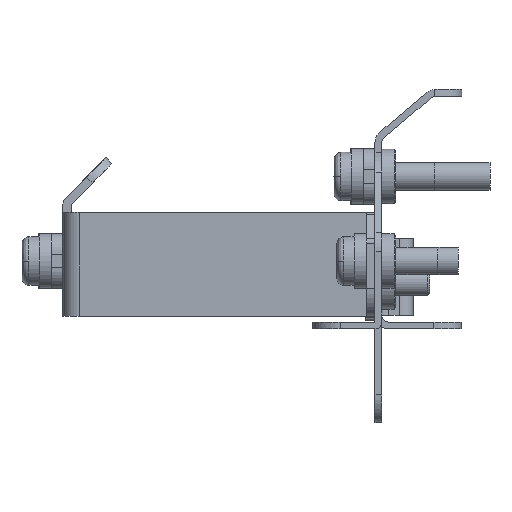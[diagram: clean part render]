
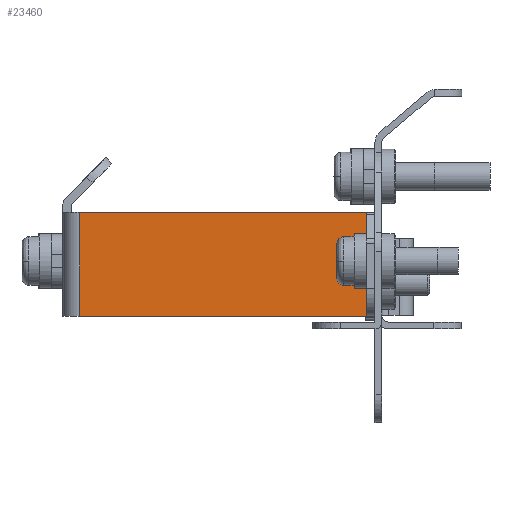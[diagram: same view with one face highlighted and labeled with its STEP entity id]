
A CAD part, left-side view. The second image highlights one B-rep face of the part: STEP entity #23460.
In plain terms, the highlighted planar face has unit normal (-1, 0, 0).
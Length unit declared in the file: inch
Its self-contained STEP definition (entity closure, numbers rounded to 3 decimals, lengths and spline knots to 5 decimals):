
#542 = LINE ( 'NONE', #6783, #19310 ) ;
#550 = VECTOR ( 'NONE', #20612, 39.37008 ) ;
#891 = CARTESIAN_POINT ( 'NONE',  ( -3.40329, 0.2019, 0.14961 ) ) ;
#1456 = FACE_OUTER_BOUND ( 'NONE', #31367, .T. ) ;
#3109 = DIRECTION ( 'NONE',  ( 0., 0., 1. ) ) ;
#4047 = VERTEX_POINT ( 'NONE', #8149 ) ;
#4541 = VERTEX_POINT ( 'NONE', #23939 ) ;
#4719 = PLANE ( 'NONE',  #24283 ) ;
#5095 = ORIENTED_EDGE ( 'NONE', *, *, #12717, .T. ) ;
#5913 = CARTESIAN_POINT ( 'NONE',  ( -3.40329, 1.88193, 0.14961 ) ) ;
#6358 = ORIENTED_EDGE ( 'NONE', *, *, #16802, .F. ) ;
#6783 = CARTESIAN_POINT ( 'NONE',  ( -3.40329, 0.2019, 0.14961 ) ) ;
#7914 = DIRECTION ( 'NONE',  ( -1., 0., 0. ) ) ;
#8149 = CARTESIAN_POINT ( 'NONE',  ( -3.40329, 0.2019, -0.44094 ) ) ;
#12124 = VECTOR ( 'NONE', #24058, 39.37008 ) ;
#12717 = EDGE_CURVE ( 'NONE', #4541, #4047, #16331, .T. ) ;
#12970 = VECTOR ( 'NONE', #27647, 39.37008 ) ;
#13038 = VERTEX_POINT ( 'NONE', #891 ) ;
#13250 = EDGE_CURVE ( 'NONE', #4047, #13038, #542, .T. ) ;
#13736 = LINE ( 'NONE', #5913, #12970 ) ;
#14315 = CARTESIAN_POINT ( 'NONE',  ( -3.40329, 1.83182, 0.14961 ) ) ;
#14385 = CARTESIAN_POINT ( 'NONE',  ( -3.40329, 1.90269, -0.44094 ) ) ;
#16331 = LINE ( 'NONE', #14385, #12124 ) ;
#16802 = EDGE_CURVE ( 'NONE', #18545, #13038, #13736, .T. ) ;
#18147 = CARTESIAN_POINT ( 'NONE',  ( -3.40329, 1.83182, -0.30063 ) ) ;
#18545 = VERTEX_POINT ( 'NONE', #14315 ) ;
#19310 = VECTOR ( 'NONE', #28503, 39.37008 ) ;
#20046 = ORIENTED_EDGE ( 'NONE', *, *, #26059, .T. ) ;
#20612 = DIRECTION ( 'NONE',  ( 0., 0., -1. ) ) ;
#23281 = ORIENTED_EDGE ( 'NONE', *, *, #13250, .T. ) ;
#23460 = ADVANCED_FACE ( 'NONE', ( #1456 ), #4719, .T. ) ;
#23939 = CARTESIAN_POINT ( 'NONE',  ( -3.40329, 1.83182, -0.44094 ) ) ;
#24058 = DIRECTION ( 'NONE',  ( 0., -1., 0. ) ) ;
#24283 = AXIS2_PLACEMENT_3D ( 'NONE', #29217, #7914, #3109 ) ;
#26059 = EDGE_CURVE ( 'NONE', #18545, #4541, #30826, .T. ) ;
#27647 = DIRECTION ( 'NONE',  ( 0., -1., 0. ) ) ;
#28503 = DIRECTION ( 'NONE',  ( 0., 0., 1. ) ) ;
#29217 = CARTESIAN_POINT ( 'NONE',  ( -3.40329, 1.92631, -0.30063 ) ) ;
#30826 = LINE ( 'NONE', #18147, #550 ) ;
#31367 = EDGE_LOOP ( 'NONE', ( #6358, #20046, #5095, #23281 ) ) ;
